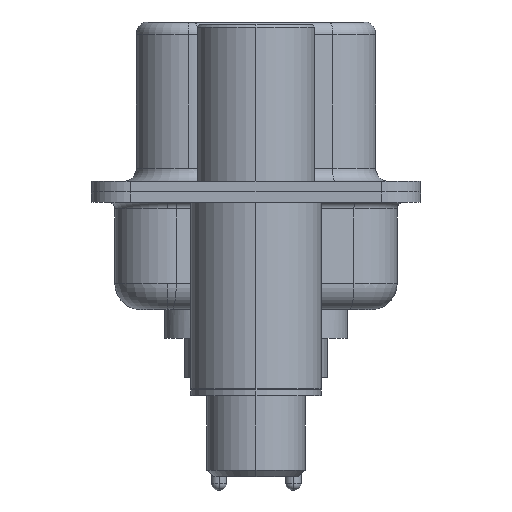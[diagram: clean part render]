
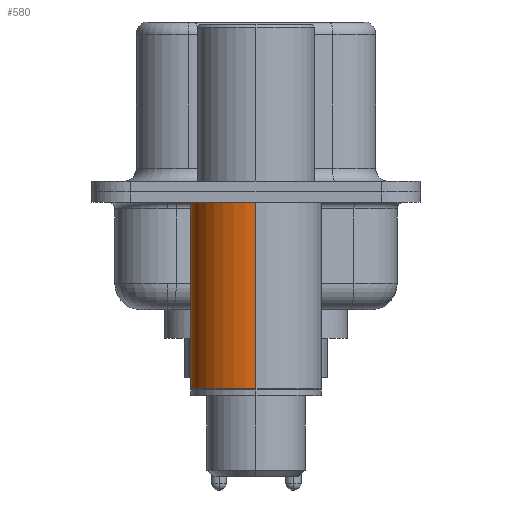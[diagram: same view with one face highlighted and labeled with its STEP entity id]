
A CAD part, left-side view. The second image highlights one B-rep face of the part: STEP entity #580.
In plain terms, the highlighted cylindrical face has radius 2.5 mm (diameter 5 mm), a partial arc.
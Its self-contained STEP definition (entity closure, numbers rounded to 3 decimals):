
#321 = CYLINDRICAL_SURFACE ( 'NONE', #20655, 2.5 ) ;
#580 = ADVANCED_FACE ( 'NONE', ( #9054 ), #321, .T. ) ;
#799 = CARTESIAN_POINT ( 'NONE',  ( 2.5, 0., 0.581 ) ) ;
#1087 = LINE ( 'NONE', #9878, #9202 ) ;
#1359 = EDGE_LOOP ( 'NONE', ( #9036, #21856, #2796, #12372 ) ) ;
#2796 = ORIENTED_EDGE ( 'NONE', *, *, #15327, .F. ) ;
#4202 = CARTESIAN_POINT ( 'NONE',  ( 0., 0., -7.525 ) ) ;
#4757 = EDGE_CURVE ( 'NONE', #6901, #18205, #22187, .T. ) ;
#6069 = DIRECTION ( 'NONE',  ( 1., 0., 0. ) ) ;
#6901 = VERTEX_POINT ( 'NONE', #11999 ) ;
#7273 = DIRECTION ( 'NONE',  ( 1., 0., 0. ) ) ;
#7290 = DIRECTION ( 'NONE',  ( 0., 0., 1. ) ) ;
#8580 = VERTEX_POINT ( 'NONE', #14218 ) ;
#8767 = CARTESIAN_POINT ( 'NONE',  ( 0., 0., 0.581 ) ) ;
#9036 = ORIENTED_EDGE ( 'NONE', *, *, #4757, .T. ) ;
#9054 = FACE_OUTER_BOUND ( 'NONE', #1359, .T. ) ;
#9067 = CARTESIAN_POINT ( 'NONE',  ( 0., 0., -0.4 ) ) ;
#9202 = VECTOR ( 'NONE', #11757, 1000. ) ;
#9878 = CARTESIAN_POINT ( 'NONE',  ( -2.5, 0., 0.581 ) ) ;
#10971 = DIRECTION ( 'NONE',  ( 1., 0., 0. ) ) ;
#11757 = DIRECTION ( 'NONE',  ( 0., 0., 1. ) ) ;
#11969 = DIRECTION ( 'NONE',  ( 0., 0., 1. ) ) ;
#11999 = CARTESIAN_POINT ( 'NONE',  ( 2.5, 0., -7.525 ) ) ;
#12227 = EDGE_CURVE ( 'NONE', #6901, #13006, #17189, .T. ) ;
#12372 = ORIENTED_EDGE ( 'NONE', *, *, #12227, .F. ) ;
#13006 = VERTEX_POINT ( 'NONE', #21577 ) ;
#14218 = CARTESIAN_POINT ( 'NONE',  ( -2.5, 0., -0.4 ) ) ;
#15327 = EDGE_CURVE ( 'NONE', #13006, #8580, #15864, .T. ) ;
#15864 = CIRCLE ( 'NONE', #17901, 2.5 ) ;
#17189 = LINE ( 'NONE', #799, #22161 ) ;
#17317 = DIRECTION ( 'NONE',  ( 0., 0., 1. ) ) ;
#17901 = AXIS2_PLACEMENT_3D ( 'NONE', #9067, #22169, #10971 ) ;
#18205 = VERTEX_POINT ( 'NONE', #23457 ) ;
#18527 = AXIS2_PLACEMENT_3D ( 'NONE', #4202, #17317, #6069 ) ;
#20655 = AXIS2_PLACEMENT_3D ( 'NONE', #8767, #7290, #7273 ) ;
#20947 = EDGE_CURVE ( 'NONE', #18205, #8580, #1087, .T. ) ;
#21577 = CARTESIAN_POINT ( 'NONE',  ( 2.5, 0., -0.4 ) ) ;
#21856 = ORIENTED_EDGE ( 'NONE', *, *, #20947, .T. ) ;
#22161 = VECTOR ( 'NONE', #11969, 1000. ) ;
#22169 = DIRECTION ( 'NONE',  ( 0., 0., 1. ) ) ;
#22187 = CIRCLE ( 'NONE', #18527, 2.5 ) ;
#23457 = CARTESIAN_POINT ( 'NONE',  ( -2.5, 0., -7.525 ) ) ;
